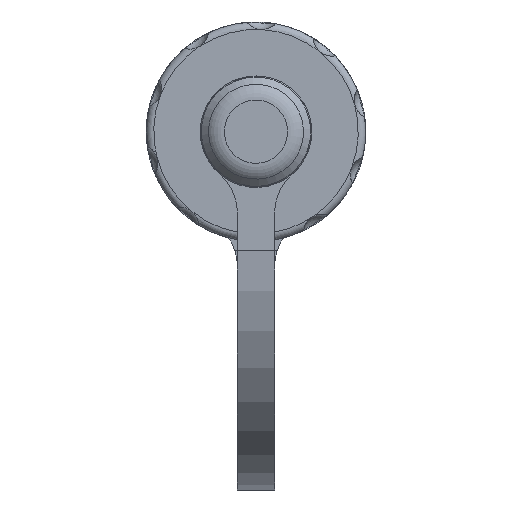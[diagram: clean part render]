
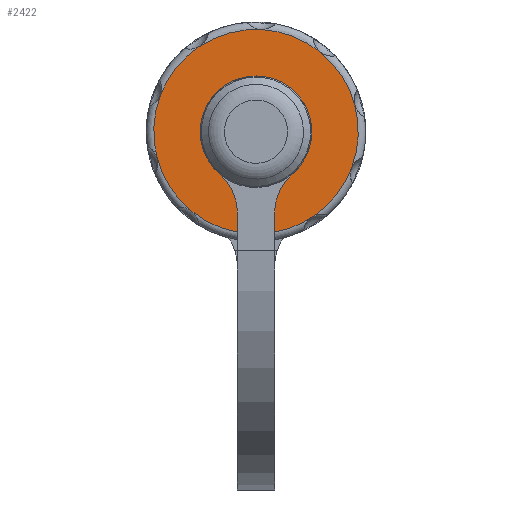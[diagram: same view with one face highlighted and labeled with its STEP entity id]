
A CAD part, front view. The second image highlights one B-rep face of the part: STEP entity #2422.
In plain terms, the highlighted planar face has unit normal (0, -1, 0).
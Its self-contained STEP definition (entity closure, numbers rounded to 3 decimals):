
#146=LINE('',#5017,#234);
#147=LINE('',#5020,#235);
#234=VECTOR('',#3386,10.);
#235=VECTOR('',#3389,10.);
#494=FACE_OUTER_BOUND('',#646,.T.);
#646=EDGE_LOOP('',(#2040,#2041,#2042,#2043,#2044,#2045,#2046,#2047,#2048,
#2049,#2050,#2051,#2052,#2053,#2054));
#821=CIRCLE('',#2688,13.75);
#829=CIRCLE('',#2699,13.75);
#831=CIRCLE('',#2702,13.75);
#833=CIRCLE('',#2705,13.75);
#835=CIRCLE('',#2708,13.75);
#837=CIRCLE('',#2711,13.75);
#839=CIRCLE('',#2714,13.75);
#842=CIRCLE('',#2718,13.75);
#845=CIRCLE('',#2722,13.75);
#858=CIRCLE('',#2742,13.75);
#859=CIRCLE('',#2743,7.);
#860=CIRCLE('',#2744,7.5);
#861=CIRCLE('',#2745,7.);
#1056=VERTEX_POINT('',#4558);
#1057=VERTEX_POINT('',#4581);
#1066=VERTEX_POINT('',#4642);
#1069=VERTEX_POINT('',#4688);
#1072=VERTEX_POINT('',#4712);
#1075=VERTEX_POINT('',#4780);
#1078=VERTEX_POINT('',#4826);
#1081=VERTEX_POINT('',#4850);
#1083=VERTEX_POINT('',#4894);
#1086=VERTEX_POINT('',#4917);
#1089=VERTEX_POINT('',#4965);
#1099=VERTEX_POINT('',#5016);
#1100=VERTEX_POINT('',#5019);
#1101=VERTEX_POINT('',#5021);
#1102=VERTEX_POINT('',#5023);
#1372=EDGE_CURVE('',#1057,#1056,#821,.T.);
#1383=EDGE_CURVE('',#1066,#1057,#829,.T.);
#1387=EDGE_CURVE('',#1069,#1066,#831,.T.);
#1391=EDGE_CURVE('',#1056,#1072,#833,.T.);
#1395=EDGE_CURVE('',#1075,#1069,#835,.T.);
#1399=EDGE_CURVE('',#1078,#1075,#837,.T.);
#1403=EDGE_CURVE('',#1072,#1081,#839,.T.);
#1409=EDGE_CURVE('',#1083,#1086,#842,.T.);
#1413=EDGE_CURVE('',#1081,#1089,#845,.T.);
#1429=EDGE_CURVE('',#1099,#1083,#146,.T.);
#1430=EDGE_CURVE('',#1086,#1078,#858,.T.);
#1431=EDGE_CURVE('',#1089,#1100,#147,.T.);
#1432=EDGE_CURVE('',#1100,#1101,#859,.T.);
#1433=EDGE_CURVE('',#1101,#1102,#860,.T.);
#1434=EDGE_CURVE('',#1102,#1099,#861,.T.);
#2040=ORIENTED_EDGE('',*,*,#1429,.T.);
#2041=ORIENTED_EDGE('',*,*,#1409,.T.);
#2042=ORIENTED_EDGE('',*,*,#1430,.T.);
#2043=ORIENTED_EDGE('',*,*,#1399,.T.);
#2044=ORIENTED_EDGE('',*,*,#1395,.T.);
#2045=ORIENTED_EDGE('',*,*,#1387,.T.);
#2046=ORIENTED_EDGE('',*,*,#1383,.T.);
#2047=ORIENTED_EDGE('',*,*,#1372,.T.);
#2048=ORIENTED_EDGE('',*,*,#1391,.T.);
#2049=ORIENTED_EDGE('',*,*,#1403,.T.);
#2050=ORIENTED_EDGE('',*,*,#1413,.T.);
#2051=ORIENTED_EDGE('',*,*,#1431,.T.);
#2052=ORIENTED_EDGE('',*,*,#1432,.T.);
#2053=ORIENTED_EDGE('',*,*,#1433,.T.);
#2054=ORIENTED_EDGE('',*,*,#1434,.T.);
#2321=PLANE('',#2741);
#2422=ADVANCED_FACE('',(#494),#2321,.T.);
#2688=AXIS2_PLACEMENT_3D('',#4582,#3275,#3276);
#2699=AXIS2_PLACEMENT_3D('',#4643,#3298,#3299);
#2702=AXIS2_PLACEMENT_3D('',#4689,#3304,#3305);
#2705=AXIS2_PLACEMENT_3D('',#4735,#3310,#3311);
#2708=AXIS2_PLACEMENT_3D('',#4781,#3316,#3317);
#2711=AXIS2_PLACEMENT_3D('',#4827,#3322,#3323);
#2714=AXIS2_PLACEMENT_3D('',#4873,#3328,#3329);
#2718=AXIS2_PLACEMENT_3D('',#4938,#3336,#3337);
#2722=AXIS2_PLACEMENT_3D('',#4967,#3344,#3345);
#2741=AXIS2_PLACEMENT_3D('',#5015,#3384,#3385);
#2742=AXIS2_PLACEMENT_3D('',#5018,#3387,#3388);
#2743=AXIS2_PLACEMENT_3D('',#5022,#3390,#3391);
#2744=AXIS2_PLACEMENT_3D('',#5024,#3392,#3393);
#2745=AXIS2_PLACEMENT_3D('',#5025,#3394,#3395);
#3275=DIRECTION('center_axis',(0.,-1.,0.));
#3276=DIRECTION('ref_axis',(-0.547,0.,0.837));
#3298=DIRECTION('center_axis',(0.,-1.,0.));
#3299=DIRECTION('ref_axis',(-0.547,0.,0.837));
#3304=DIRECTION('center_axis',(0.,-1.,0.));
#3305=DIRECTION('ref_axis',(-0.547,0.,0.837));
#3310=DIRECTION('center_axis',(0.,-1.,0.));
#3311=DIRECTION('ref_axis',(-0.547,0.,0.837));
#3316=DIRECTION('center_axis',(0.,-1.,0.));
#3317=DIRECTION('ref_axis',(-0.547,0.,0.837));
#3322=DIRECTION('center_axis',(0.,-1.,0.));
#3323=DIRECTION('ref_axis',(-0.547,0.,0.837));
#3328=DIRECTION('center_axis',(0.,-1.,0.));
#3329=DIRECTION('ref_axis',(-0.547,0.,0.837));
#3336=DIRECTION('center_axis',(0.,-1.,0.));
#3337=DIRECTION('ref_axis',(-0.547,0.,0.837));
#3344=DIRECTION('center_axis',(0.,-1.,0.));
#3345=DIRECTION('ref_axis',(-0.547,0.,0.837));
#3384=DIRECTION('center_axis',(0.,-1.,0.));
#3385=DIRECTION('ref_axis',(-0.547,0.,0.837));
#3386=DIRECTION('',(0.,0.,-1.));
#3387=DIRECTION('center_axis',(0.,-1.,0.));
#3388=DIRECTION('ref_axis',(-0.547,0.,0.837));
#3389=DIRECTION('',(0.,0.,1.));
#3390=DIRECTION('center_axis',(0.,-1.,0.));
#3391=DIRECTION('ref_axis',(0.,0.,
-1.));
#3392=DIRECTION('center_axis',(0.,1.,0.));
#3393=DIRECTION('ref_axis',(0.,0.,
-1.));
#3394=DIRECTION('center_axis',(0.,-1.,0.));
#3395=DIRECTION('ref_axis',(0.,0.,
-1.));
#4558=CARTESIAN_POINT('',(-12.85,-4.,4.892));
#4581=CARTESIAN_POINT('',(-7.52,-4.,11.511));
#4582=CARTESIAN_POINT('Origin',(0.,-4.,
0.));
#4642=CARTESIAN_POINT('',(0.682,-4.,13.733));
#4643=CARTESIAN_POINT('Origin',(0.,-4.,
0.));
#4688=CARTESIAN_POINT('',(8.624,-4.,10.71));
#4689=CARTESIAN_POINT('Origin',(0.,-4.,
0.));
#4712=CARTESIAN_POINT('',(-13.272,-4.,-3.595));
#4735=CARTESIAN_POINT('Origin',(0.,-4.,
0.));
#4780=CARTESIAN_POINT('',(13.272,-4.,3.595));
#4781=CARTESIAN_POINT('Origin',(0.,-4.,
0.));
#4826=CARTESIAN_POINT('',(12.85,-4.,-4.892));
#4827=CARTESIAN_POINT('Origin',(0.,-4.,
0.));
#4850=CARTESIAN_POINT('',(-8.624,-4.,-10.71));
#4873=CARTESIAN_POINT('Origin',(0.,-4.,
0.));
#4894=CARTESIAN_POINT('',(2.5,-4.,-13.521));
#4917=CARTESIAN_POINT('',(7.52,-4.,-11.511));
#4938=CARTESIAN_POINT('Origin',(0.,-4.,
0.));
#4965=CARTESIAN_POINT('',(-2.5,-4.,-13.521));
#4967=CARTESIAN_POINT('Origin',(0.,-4.,
0.));
#5015=CARTESIAN_POINT('Origin',(0.,-4.,
0.));
#5016=CARTESIAN_POINT('',(2.5,-4.,-10.954));
#5017=CARTESIAN_POINT('',(2.5,-4.,-8.));
#5018=CARTESIAN_POINT('Origin',(0.,-4.,
0.));
#5019=CARTESIAN_POINT('',(-2.5,-4.,-10.954));
#5020=CARTESIAN_POINT('',(-2.5,-4.,-3.536));
#5021=CARTESIAN_POINT('',(-4.914,-4.,-5.666));
#5022=CARTESIAN_POINT('Origin',(-9.5,-4.,-10.954));
#5023=CARTESIAN_POINT('',(4.914,-4.,-5.666));
#5024=CARTESIAN_POINT('Origin',(0.,-4.,0.));
#5025=CARTESIAN_POINT('Origin',(9.5,-4.,-10.954));
